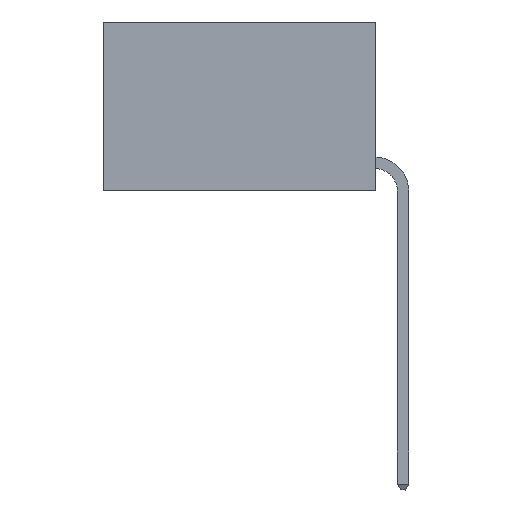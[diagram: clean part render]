
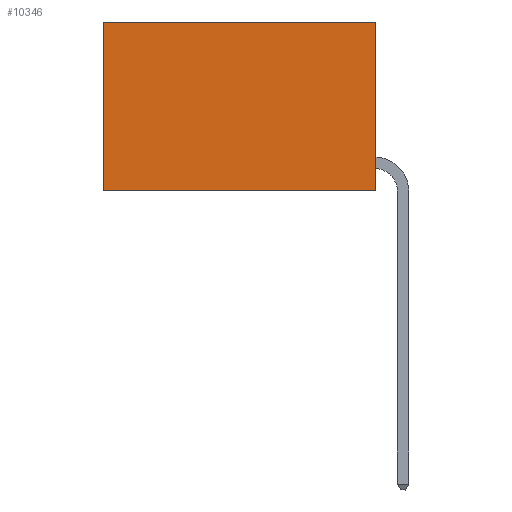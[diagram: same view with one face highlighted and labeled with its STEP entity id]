
A CAD part, left-side view. The second image highlights one B-rep face of the part: STEP entity #10346.
In plain terms, the highlighted planar face has unit normal (-1, 0, 0).
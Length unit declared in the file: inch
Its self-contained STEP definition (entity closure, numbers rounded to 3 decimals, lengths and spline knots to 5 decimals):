
#459 = EDGE_CURVE ( 'NONE', #8008, #16287, #5648, .T. ) ;
#483 = VERTEX_POINT ( 'NONE', #14871 ) ;
#543 = VERTEX_POINT ( 'NONE', #17024 ) ;
#572 = DIRECTION ( 'NONE',  ( 0., 1., 0. ) ) ;
#1194 = CARTESIAN_POINT ( 'NONE',  ( 0.2625, 0.6, 0. ) ) ;
#1664 = DIRECTION ( 'NONE',  ( 0., 1., 0. ) ) ;
#1804 = VECTOR ( 'NONE', #572, 39.37008 ) ;
#2660 = DIRECTION ( 'NONE',  ( 0., 0., -1. ) ) ;
#2965 = VECTOR ( 'NONE', #2660, 39.37008 ) ;
#4502 = CARTESIAN_POINT ( 'NONE',  ( 0.2625, 0., 0. ) ) ;
#4848 = ORIENTED_EDGE ( 'NONE', *, *, #459, .F. ) ;
#5648 = LINE ( 'NONE', #10291, #1804 ) ;
#6104 = DIRECTION ( 'NONE',  ( 0., 0., -1. ) ) ;
#7018 = LINE ( 'NONE', #14766, #15174 ) ;
#7815 = CARTESIAN_POINT ( 'NONE',  ( 0.2625, 0.6, -0.37 ) ) ;
#8008 = VERTEX_POINT ( 'NONE', #8390 ) ;
#8120 = LINE ( 'NONE', #4502, #11965 ) ;
#8196 = ORIENTED_EDGE ( 'NONE', *, *, #16555, .T. ) ;
#8390 = CARTESIAN_POINT ( 'NONE',  ( 0.2625, 0., -0.37 ) ) ;
#8534 = DIRECTION ( 'NONE',  ( 0., 0., -1. ) ) ;
#8912 = ORIENTED_EDGE ( 'NONE', *, *, #13405, .F. ) ;
#8942 = FACE_OUTER_BOUND ( 'NONE', #15728, .T. ) ;
#10291 = CARTESIAN_POINT ( 'NONE',  ( 0.2625, 0., -0.37 ) ) ;
#10346 = ADVANCED_FACE ( 'NONE', ( #8942 ), #12857, .F. ) ;
#11965 = VECTOR ( 'NONE', #1664, 39.37008 ) ;
#12857 = PLANE ( 'NONE',  #14481 ) ;
#13405 = EDGE_CURVE ( 'NONE', #543, #8008, #7018, .T. ) ;
#14095 = EDGE_CURVE ( 'NONE', #543, #483, #8120, .T. ) ;
#14481 = AXIS2_PLACEMENT_3D ( 'NONE', #15749, #17164, #8534 ) ;
#14486 = ORIENTED_EDGE ( 'NONE', *, *, #14095, .T. ) ;
#14506 = LINE ( 'NONE', #1194, #2965 ) ;
#14766 = CARTESIAN_POINT ( 'NONE',  ( 0.2625, 0., 0. ) ) ;
#14871 = CARTESIAN_POINT ( 'NONE',  ( 0.2625, 0.6, 0. ) ) ;
#15174 = VECTOR ( 'NONE', #6104, 39.37008 ) ;
#15728 = EDGE_LOOP ( 'NONE', ( #8196, #4848, #8912, #14486 ) ) ;
#15749 = CARTESIAN_POINT ( 'NONE',  ( 0.2625, 0., 0. ) ) ;
#16287 = VERTEX_POINT ( 'NONE', #7815 ) ;
#16555 = EDGE_CURVE ( 'NONE', #483, #16287, #14506, .T. ) ;
#17024 = CARTESIAN_POINT ( 'NONE',  ( 0.2625, 0., 0. ) ) ;
#17164 = DIRECTION ( 'NONE',  ( 1., 0., 0. ) ) ;
